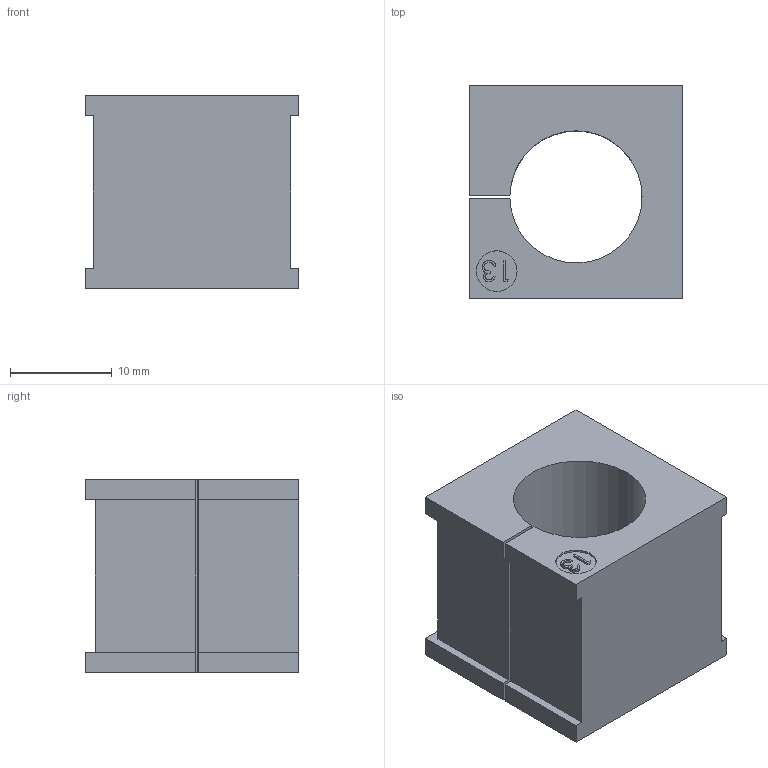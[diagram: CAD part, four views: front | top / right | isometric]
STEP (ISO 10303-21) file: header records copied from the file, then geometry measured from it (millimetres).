
FILE_DESCRIPTION(('STEP AP242'),'1');
FILE_NAME('41213.stp','2020-06-03T11:48:18',('TraceParts'),('TraceParts S.A.'),'Spatial InterOp 3D',' ',' ');
FILE_SCHEMA(('AP242_MANAGED_MODEL_BASED_3D_ENGINEERING_MIM_LF {1 0 10303 442 1 1 4}'));
Length unit declared in the file: millimetre
Products named in the file (1): 41213
Bounding box: 21 x 21 x 19 mm (x, y, z)
Volume: 5032.7 mm3; surface area: 3141.2 mm2
Topology: 1 solids, 1 shells, 54 faces, 144 edges, 96 vertices
Faces by surface type: plane 34, bspline 14, cylinder 6
Entity records: 2359 total; most frequent: CARTESIAN_POINT 1077, ORIENTED_EDGE 288, DIRECTION 210, EDGE_CURVE 144, LINE 104, VECTOR 104, VERTEX_POINT 96, EDGE_LOOP 58
